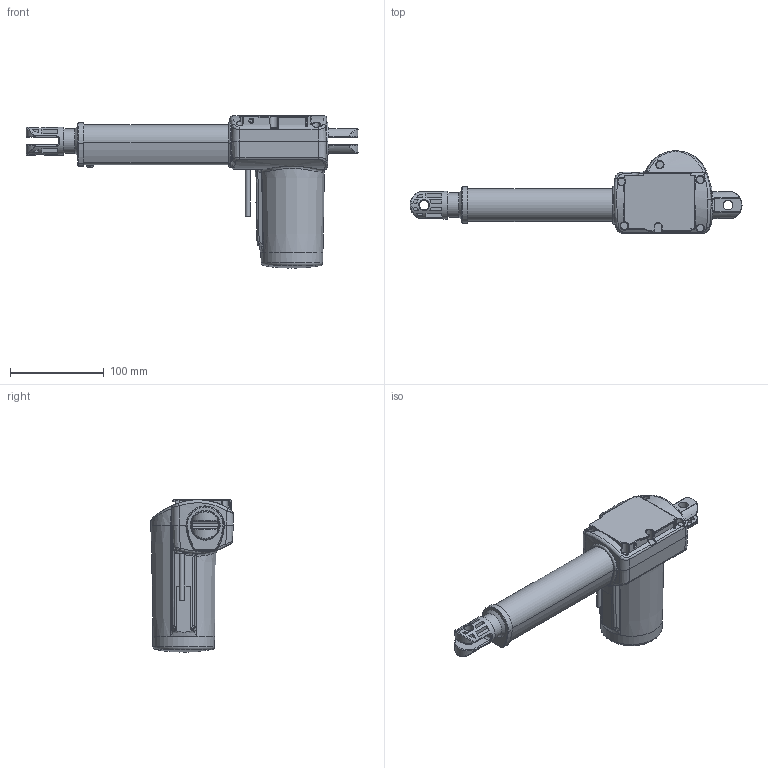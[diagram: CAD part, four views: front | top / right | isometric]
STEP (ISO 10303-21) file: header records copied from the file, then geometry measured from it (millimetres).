
FILE_DESCRIPTION (( 'STEP AP203' ), '1' );
FILE_NAME ('TA31-A.STEP', '2017-01-25T07:29:28', ( '' ), ( '' ), 'SwSTEP 2.0', 'SolidWorks 2015', '' );
FILE_SCHEMA (( 'CONFIG_CONTROL_DESIGN' ));
Length unit declared in the file: millimetre
Products named in the file (1): TA31-A
Bounding box: 353.9 x 88.04 x 162.2 mm (x, y, z)
Volume: 1010187.7 mm3; surface area: 90203.9 mm2
Topology: 1 solids, 1 shells, 503 faces, 1178 edges, 704 vertices
Faces by surface type: plane 156, cylinder 146, bspline 126, torus 38, sphere 20, cone 17
Full cylindrical faces by diameter (mm): 3.3 x2, 4 x24, 5 x1, 7.8 x5, 10.2 x4, 26 x1, 30 x1
Entity records: 22096 total; most frequent: CARTESIAN_POINT 11868, ORIENTED_EDGE 2164, DIRECTION 1919, EDGE_CURVE 1082, AXIS2_PLACEMENT_3D 790, VERTEX_POINT 682, EDGE_LOOP 612, FACE_OUTER_BOUND 546
